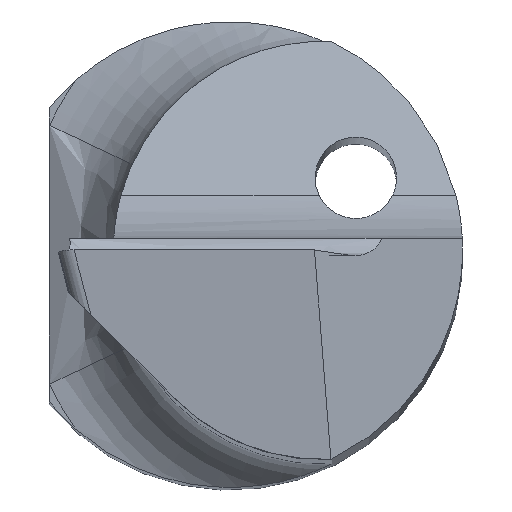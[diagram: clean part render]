
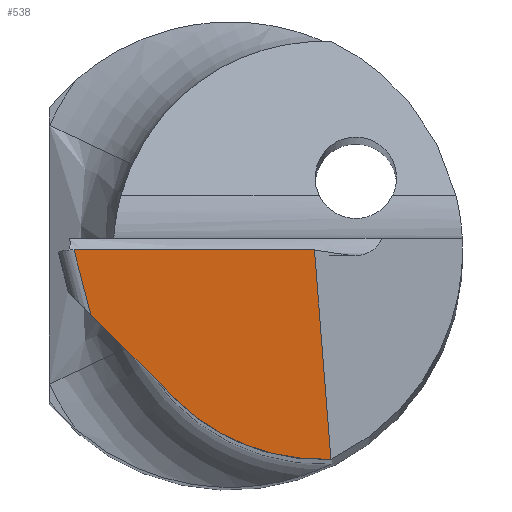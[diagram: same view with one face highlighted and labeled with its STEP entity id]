
A CAD part, top view. The second image highlights one B-rep face of the part: STEP entity #538.
In plain terms, the highlighted planar face has unit normal (0.138, -0.139, 0.981).
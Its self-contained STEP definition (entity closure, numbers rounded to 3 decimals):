
#7 = EDGE_CURVE ( 'NONE', #429, #42, #293, .T. ) ;
#42 = VERTEX_POINT ( 'NONE', #533 ) ;
#45 = DIRECTION ( 'NONE',  ( -0.99, 0., 0.139 ) ) ;
#65 = AXIS2_PLACEMENT_3D ( 'NONE', #845, #414, #925 ) ;
#89 = CARTESIAN_POINT ( 'NONE',  ( 0.359, -1.82, 37.503 ) ) ;
#212 = ORIENTED_EDGE ( 'NONE', *, *, #848, .T. ) ;
#293 = LINE ( 'NONE', #758, #852 ) ;
#295 = CARTESIAN_POINT ( 'NONE',  ( -0.117, -1.634, 37.596 ) ) ;
#311 = VECTOR ( 'NONE', #45, 1000. ) ;
#314 = LINE ( 'NONE', #481, #855 ) ;
#323 = FACE_OUTER_BOUND ( 'NONE', #873, .T. ) ;
#327 = PLANE ( 'NONE',  #65 ) ;
#329 = ORIENTED_EDGE ( 'NONE', *, *, #7, .T. ) ;
#355 = CARTESIAN_POINT ( 'NONE',  ( -1.379, 0.153, 38.027 ) ) ;
#379 = ORIENTED_EDGE ( 'NONE', *, *, #953, .F. ) ;
#386 = EDGE_CURVE ( 'NONE', #42, #734, #933, .T. ) ;
#402 = VECTOR ( 'NONE', #434, 1000. ) ;
#414 = DIRECTION ( 'NONE',  ( 0.138, -0.139, 0.981 ) ) ;
#429 = VERTEX_POINT ( 'NONE', #683 ) ;
#434 = DIRECTION ( 'NONE',  ( -0.247, 0.954, 0.17 ) ) ;
#441 = VERTEX_POINT ( 'NONE', #895 ) ;
#481 = CARTESIAN_POINT ( 'NONE',  ( 0.719, 0.1, 37.724 ) ) ;
#533 = CARTESIAN_POINT ( 'NONE',  ( -0.478, -1.273, 37.698 ) ) ;
#538 = ADVANCED_FACE ( 'NONE', ( #323 ), #327, .T. ) ;
#547 = CARTESIAN_POINT ( 'NONE',  ( -1.339, 0., 37.999 ) ) ;
#586 = CARTESIAN_POINT ( 'NONE',  ( 0.869, -1.799, 37.434 ) ) ;
#618 = VERTEX_POINT ( 'NONE', #547 ) ;
#623 = DIRECTION ( 'NONE',  ( -0.078, 0.986, 0.151 ) ) ;
#634 = CARTESIAN_POINT ( 'NONE',  ( 0.869, -1.799, 37.434 ) ) ;
#653 = ORIENTED_EDGE ( 'NONE', *, *, #386, .T. ) ;
#683 = CARTESIAN_POINT ( 'NONE',  ( -1.195, -0.556, 37.9 ) ) ;
#732 = CARTESIAN_POINT ( 'NONE',  ( -0.478, -1.273, 37.698 ) ) ;
#734 = VERTEX_POINT ( 'NONE', #634 ) ;
#758 = CARTESIAN_POINT ( 'NONE',  ( -0.526, -1.226, 37.711 ) ) ;
#777 = LINE ( 'NONE', #927, #311 ) ;
#778 = DIRECTION ( 'NONE',  ( 0.693, -0.693, -0.196 ) ) ;
#801 = LINE ( 'NONE', #355, #402 ) ;
#834 = EDGE_CURVE ( 'NONE', #734, #441, #314, .T. ) ;
#845 = CARTESIAN_POINT ( 'NONE',  ( -1.569, 0.1, 38.046 ) ) ;
#848 = EDGE_CURVE ( 'NONE', #441, #618, #777, .T. ) ;
#852 = VECTOR ( 'NONE', #778, 1000. ) ;
#855 = VECTOR ( 'NONE', #623, 1000. ) ;
#873 = EDGE_LOOP ( 'NONE', ( #329, #653, #947, #212, #379 ) ) ;
#895 = CARTESIAN_POINT ( 'NONE',  ( 0.727, 0., 37.709 ) ) ;
#925 = DIRECTION ( 'NONE',  ( 0., -0.99, -0.141 ) ) ;
#927 = CARTESIAN_POINT ( 'NONE',  ( -1.571, 0., 38.032 ) ) ;
#933 =( BOUNDED_CURVE ( )  B_SPLINE_CURVE ( 3, ( #732, #295, #89, #586 ),
 .UNSPECIFIED., .F., .F. ) 
 B_SPLINE_CURVE_WITH_KNOTS ( ( 4, 4 ),
 ( 4.717, 5.544 ),
 .UNSPECIFIED. ) 
 CURVE ( )  GEOMETRIC_REPRESENTATION_ITEM ( )  RATIONAL_B_SPLINE_CURVE ( ( 1., 0.944, 0.944, 1. ) ) 
 REPRESENTATION_ITEM ( '' )  );
#947 = ORIENTED_EDGE ( 'NONE', *, *, #834, .T. ) ;
#953 = EDGE_CURVE ( 'NONE', #429, #618, #801, .T. ) ;
